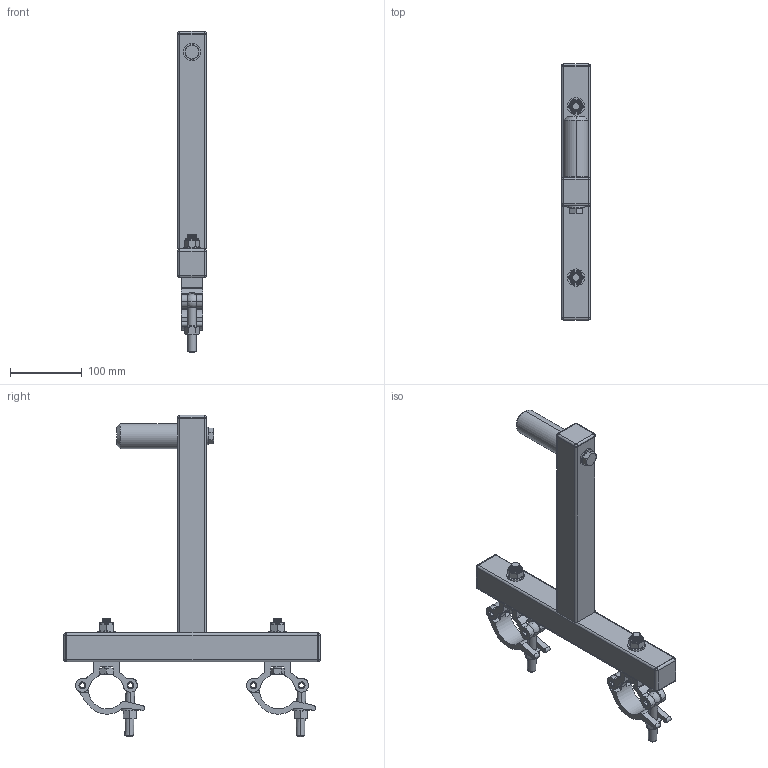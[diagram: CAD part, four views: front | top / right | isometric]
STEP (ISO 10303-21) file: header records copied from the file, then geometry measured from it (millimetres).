
FILE_DESCRIPTION (( 'STEP AP214' ), '1' );
FILE_NAME ('T70005.STEP', '2023-06-08T14:42:54', ( '' ), ( '' ), 'SwSTEP 2.0', 'SolidWorks 2022', '' );
FILE_SCHEMA (( 'AUTOMOTIVE_DESIGN' ));
Length unit declared in the file: millimetre
Products named in the file (18): TH2006_TH2006 - 30MM WIDE; TH4797; TH566; TH640_TH642; TH4794; TH2005_TH2005 - 30MM WIDE; A Washer_Bright washer BS 4320 - M12 (Form A); TH257_TH384; F791; TH4795; SW3dPS-nyloc nut, st stl a2 iso_M12 NYLOC; Hex Nut Style 1 GradeAB_Doughty Fastners_Hexagon Nut ISO - 4032 - M12 - D - S; S3819; T78005; Hex Bolt_BS EN 24016 - M12 x 70 x 30-WS; T58080_T58081 T PLATE; T70005; TH4796
Assembly tree (27 placements, depth 4):
  T70005
    TH4796
      TH4794
      TH4795
    TH4797
    T58080_T58081 T PLATE  x2
      TH640_TH642
        TH2006_TH2006 - 30MM WIDE
      TH257_TH384
        TH2005_TH2005 - 30MM WIDE
      F791
      T78005
        TH566
        A Washer_Bright washer BS 4320 - M12 (Form A)
        Hex Nut Style 1 GradeAB_Doughty Fastners_Hexagon Nut ISO - 4032 - M12 - D - S
    A Washer_Bright washer BS 4320 - M12 (Form A)  x3
    Hex Bolt_BS EN 24016 - M12 x 70 x 30-WS  x3
    SW3dPS-nyloc nut, st stl a2 iso_M12 NYLOC  x2
    S3819  x3
Bounding box: 40 x 358 x 448.95 mm (x, y, z)
Volume: 553465.3 mm3; surface area: 305813.6 mm2
Topology: 28 solids, 28 shells, 1277 faces, 3194 edges, 1993 vertices
Faces by surface type: cylinder 492, cone 394, plane 365, sphere 18, torus 8
Entity records: 16885 total; most frequent: CARTESIAN_POINT 3170, DIRECTION 2910, ORIENTED_EDGE 2572, EDGE_CURVE 1286, AXIS2_PLACEMENT_3D 1147, VERTEX_POINT 805, VECTOR 616, LINE 616
